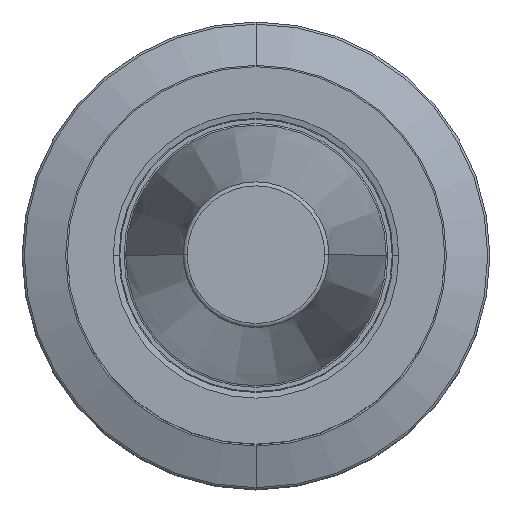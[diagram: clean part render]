
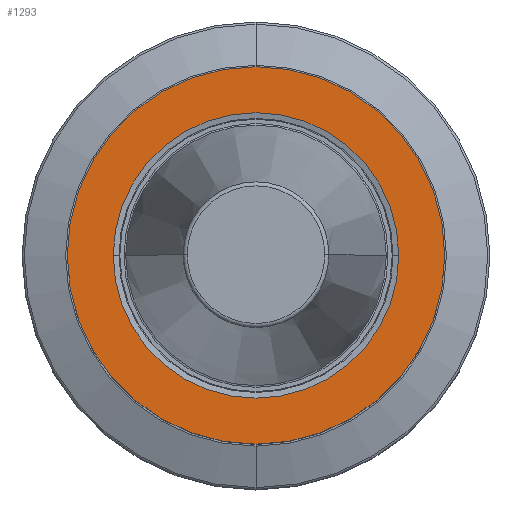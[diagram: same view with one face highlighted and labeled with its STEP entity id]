
A CAD part, top view. The second image highlights one B-rep face of the part: STEP entity #1293.
In plain terms, the highlighted planar face has unit normal (0, 0, 1).
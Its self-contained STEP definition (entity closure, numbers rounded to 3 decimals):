
#114=CARTESIAN_POINT('',(0.,0.,-2.));
#115=DIRECTION('',(0.,0.,-1.));
#116=DIRECTION('',(1.,0.,0.));
#117=AXIS2_PLACEMENT_3D('',#114,#115,#116);
#122=CARTESIAN_POINT('',(0.,0.,-2.));
#123=DIRECTION('',(0.,0.,1.));
#124=DIRECTION('',(1.,0.,0.));
#125=AXIS2_PLACEMENT_3D('',#122,#123,#124);
#130=CARTESIAN_POINT('',(0.,0.,-2.));
#131=DIRECTION('',(0.,0.,1.));
#132=DIRECTION('',(1.,0.,0.));
#133=AXIS2_PLACEMENT_3D('',#130,#131,#132);
#138=CARTESIAN_POINT('',(0.,0.,-2.));
#139=DIRECTION('',(0.,0.,1.));
#140=DIRECTION('',(-1.,0.,0.));
#141=AXIS2_PLACEMENT_3D('',#138,#139,#140);
#1114=CARTESIAN_POINT('',(23.,0.,-2.));
#1115=CARTESIAN_POINT('',(-23.,0.,-2.));
#1116=VERTEX_POINT('',#1114);
#1117=VERTEX_POINT('',#1115);
#1176=CARTESIAN_POINT('',(17.396,0.,-2.));
#1177=VERTEX_POINT('',#1176);
#1180=CARTESIAN_POINT('',(-17.396,0.,-2.));
#1181=VERTEX_POINT('',#1180);
#1278=CARTESIAN_POINT('',(0.,0.,-2.));
#1279=DIRECTION('',(0.,0.,-1.));
#1280=DIRECTION('',(-1.,0.,0.));
#1281=AXIS2_PLACEMENT_3D('',#1278,#1279,#1280);
#1282=PLANE('',#1281);
#1283=ORIENTED_EDGE('',*,*,#1199,.T.);
#1284=ORIENTED_EDGE('',*,*,#1258,.F.);
#1285=EDGE_LOOP('',(#1283,#1284));
#1286=FACE_OUTER_BOUND('',#1285,.F.);
#1288=ORIENTED_EDGE('',*,*,#1287,.T.);
#1290=ORIENTED_EDGE('',*,*,#1289,.T.);
#1291=EDGE_LOOP('',(#1288,#1290));
#1292=FACE_BOUND('',#1291,.F.);
#118=CIRCLE('',#117,23.);
#126=CIRCLE('',#125,23.);
#134=CIRCLE('',#133,17.396);
#142=CIRCLE('',#141,17.396);
#1199=EDGE_CURVE('',#1116,#1117,#118,.T.);
#1258=EDGE_CURVE('',#1116,#1117,#126,.T.);
#1287=EDGE_CURVE('',#1177,#1181,#134,.T.);
#1289=EDGE_CURVE('',#1181,#1177,#142,.T.);
#1293=ADVANCED_FACE('',(#1286,#1292),#1282,.F.);
